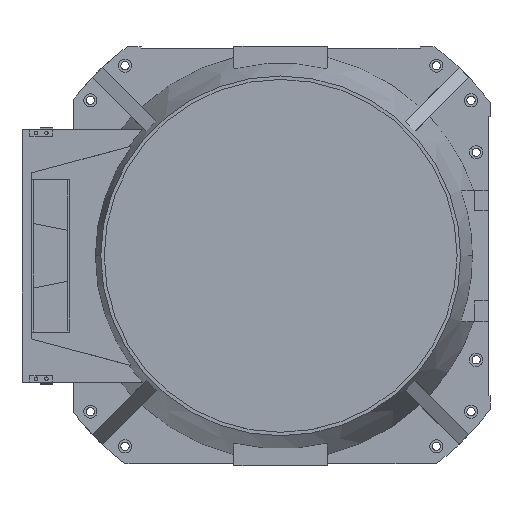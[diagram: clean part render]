
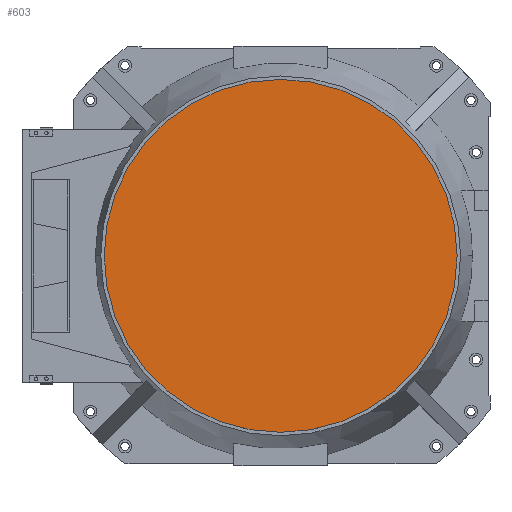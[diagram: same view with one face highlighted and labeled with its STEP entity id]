
A CAD part, top view. The second image highlights one B-rep face of the part: STEP entity #603.
In plain terms, the highlighted planar face has unit normal (0, 0, 1).
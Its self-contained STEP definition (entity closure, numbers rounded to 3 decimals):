
#603 = ADVANCED_FACE ( 'NONE', ( #4140 ), #3136, .F. ) ;
#730 = ORIENTED_EDGE ( 'NONE', *, *, #4659, .F. ) ;
#766 = EDGE_CURVE ( 'NONE', #2456, #4496, #2564, .T. ) ;
#1050 = CARTESIAN_POINT ( 'NONE',  ( 510., 0., 310. ) ) ;
#1112 = CARTESIAN_POINT ( 'NONE',  ( 0., 0., 310. ) ) ;
#1676 = EDGE_LOOP ( 'NONE', ( #4633, #730 ) ) ;
#1723 = CIRCLE ( 'NONE', #4581, 510. ) ;
#1762 = DIRECTION ( 'NONE',  ( 1., 0., 0. ) ) ;
#2456 = VERTEX_POINT ( 'NONE', #3824 ) ;
#2564 = CIRCLE ( 'NONE', #4915, 510. ) ;
#3011 = DIRECTION ( 'NONE',  ( 1., 0., 0. ) ) ;
#3136 = PLANE ( 'NONE',  #3156 ) ;
#3156 = AXIS2_PLACEMENT_3D ( 'NONE', #3198, #5094, #1762 ) ;
#3198 = CARTESIAN_POINT ( 'NONE',  ( 0., 0., 310. ) ) ;
#3802 = DIRECTION ( 'NONE',  ( 1., 0., 0. ) ) ;
#3824 = CARTESIAN_POINT ( 'NONE',  ( -510., 0., 310. ) ) ;
#3884 = DIRECTION ( 'NONE',  ( 0., 0., -1. ) ) ;
#4053 = DIRECTION ( 'NONE',  ( 0., 0., -1. ) ) ;
#4140 = FACE_OUTER_BOUND ( 'NONE', #1676, .T. ) ;
#4496 = VERTEX_POINT ( 'NONE', #1050 ) ;
#4581 = AXIS2_PLACEMENT_3D ( 'NONE', #1112, #4053, #3011 ) ;
#4633 = ORIENTED_EDGE ( 'NONE', *, *, #766, .F. ) ;
#4659 = EDGE_CURVE ( 'NONE', #4496, #2456, #1723, .T. ) ;
#4915 = AXIS2_PLACEMENT_3D ( 'NONE', #5674, #3884, #3802 ) ;
#5094 = DIRECTION ( 'NONE',  ( 0., 0., -1. ) ) ;
#5674 = CARTESIAN_POINT ( 'NONE',  ( 0., 0., 310. ) ) ;
